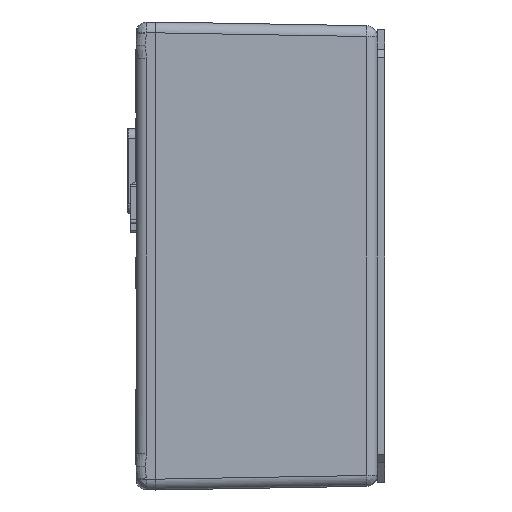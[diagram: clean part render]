
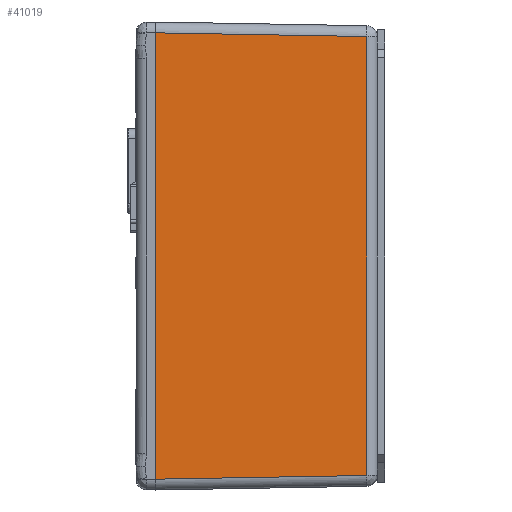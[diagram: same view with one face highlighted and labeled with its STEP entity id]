
A CAD part, left-side view. The second image highlights one B-rep face of the part: STEP entity #41019.
In plain terms, the highlighted face is planar.
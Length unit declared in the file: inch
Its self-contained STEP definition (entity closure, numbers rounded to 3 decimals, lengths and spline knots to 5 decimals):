
#1884 = AXIS2_PLACEMENT_3D ( 'NONE', #3788, #3789, #3790 ) ;
#3014 = FACE_OUTER_BOUND ( 'NONE', #52839, .T. ) ;
#3787 = PLANE ( 'NONE',  #1884 ) ;
#3788 = CARTESIAN_POINT ( 'NONE',  ( -2.85433, 0., 0. ) ) ;
#3789 = DIRECTION ( 'NONE',  ( -1., 0., -0.017 ) ) ;
#3790 = DIRECTION ( 'NONE',  ( -0.017, 0., 1. ) ) ;
#8809 = CARTESIAN_POINT ( 'NONE',  ( -2.82489, -1.75404, -1.68655 ) ) ;
#8811 = CARTESIAN_POINT ( 'NONE',  ( -2.85433, -1.78348, 0. ) ) ;
#8812 = CARTESIAN_POINT ( 'NONE',  ( -2.82489, 1.75404, -1.68655 ) ) ;
#8814 = CARTESIAN_POINT ( 'NONE',  ( -2.85433, 1.78348, 0. ) ) ;
#20771 = LINE ( 'NONE', #23443, #21960 ) ;
#20772 = LINE ( 'NONE', #23445, #21961 ) ;
#20780 = LINE ( 'NONE', #23477, #21973 ) ;
#20784 = LINE ( 'NONE', #23494, #21983 ) ;
#21960 = VECTOR ( 'NONE', #23444, 39.37008 ) ;
#21961 = VECTOR ( 'NONE', #23446, 39.37008 ) ;
#21973 = VECTOR ( 'NONE', #23478, 39.37008 ) ;
#21983 = VECTOR ( 'NONE', #23495, 39.37008 ) ;
#23443 = CARTESIAN_POINT ( 'NONE',  ( -2.82489, -1.75404, -1.68655 ) ) ;
#23444 = DIRECTION ( 'NONE',  ( -0.017, -0.017, 1. ) ) ;
#23445 = CARTESIAN_POINT ( 'NONE',  ( -2.85433, 1.78348, 0. ) ) ;
#23446 = DIRECTION ( 'NONE',  ( 0.017, -0.017, -1. ) ) ;
#23477 = CARTESIAN_POINT ( 'NONE',  ( -2.85433, 0., 0. ) ) ;
#23478 = DIRECTION ( 'NONE',  ( 0., 1., 0. ) ) ;
#23494 = CARTESIAN_POINT ( 'NONE',  ( -2.82489, 0., -1.68655 ) ) ;
#23495 = DIRECTION ( 'NONE',  ( 0., 1., 0. ) ) ;
#41019 = ADVANCED_FACE ( 'NONE', ( #3014 ), #3787, .T. ) ;
#42391 = VERTEX_POINT ( 'NONE', #8809 ) ;
#42393 = VERTEX_POINT ( 'NONE', #8811 ) ;
#42394 = VERTEX_POINT ( 'NONE', #8812 ) ;
#42396 = VERTEX_POINT ( 'NONE', #8814 ) ;
#45398 = EDGE_CURVE ( 'NONE', #42391, #42393, #20771, .T. ) ;
#45399 = EDGE_CURVE ( 'NONE', #42396, #42394, #20772, .T. ) ;
#45411 = EDGE_CURVE ( 'NONE', #42393, #42396, #20780, .T. ) ;
#45418 = EDGE_CURVE ( 'NONE', #42391, #42394, #20784, .T. ) ;
#46233 = ORIENTED_EDGE ( 'NONE', *, *, #45398, .T. ) ;
#46234 = ORIENTED_EDGE ( 'NONE', *, *, #45399, .T. ) ;
#46235 = ORIENTED_EDGE ( 'NONE', *, *, #45418, .F. ) ;
#46237 = ORIENTED_EDGE ( 'NONE', *, *, #45411, .T. ) ;
#52839 = EDGE_LOOP ( 'NONE', ( #46234, #46235, #46233, #46237 ) ) ;
